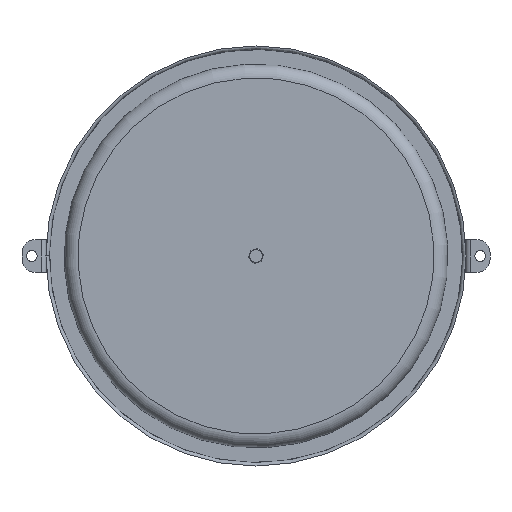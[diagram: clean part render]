
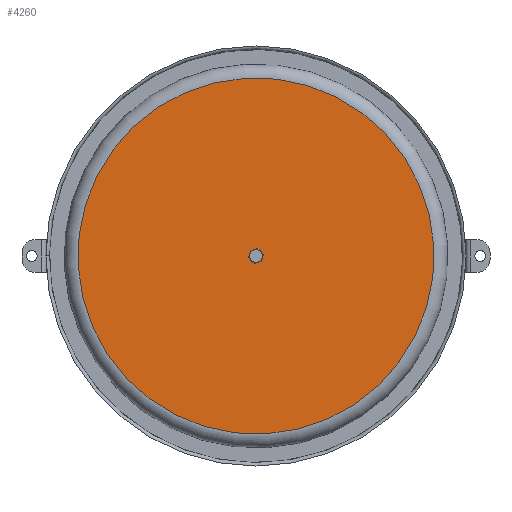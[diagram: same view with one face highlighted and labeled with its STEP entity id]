
A CAD part, front view. The second image highlights one B-rep face of the part: STEP entity #4260.
In plain terms, the highlighted face is planar.
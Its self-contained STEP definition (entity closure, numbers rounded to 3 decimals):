
#365=PLANE('',#4864);
#559=FACE_OUTER_BOUND('',#862,.T.);
#862=EDGE_LOOP('',(#3438));
#1747=CIRCLE('',#4861,109.);
#2063=VERTEX_POINT('',#7277);
#2553=EDGE_CURVE('',#2063,#2063,#1747,.T.);
#3438=ORIENTED_EDGE('',*,*,#2553,.F.);
#4260=ADVANCED_FACE('',(#559),#365,.T.);
#4861=AXIS2_PLACEMENT_3D('',#7278,#5900,#5901);
#4864=AXIS2_PLACEMENT_3D('',#7282,#5906,#5907);
#5900=DIRECTION('center_axis',(0.,0.,-1.));
#5901=DIRECTION('ref_axis',(-1.,0.,0.));
#5906=DIRECTION('center_axis',(0.,0.,1.));
#5907=DIRECTION('ref_axis',(1.,0.,0.));
#7277=CARTESIAN_POINT('',(109.,0.,40.));
#7278=CARTESIAN_POINT('Origin',(0.,0.,40.));
#7282=CARTESIAN_POINT('Origin',(0.,0.,
40.));
